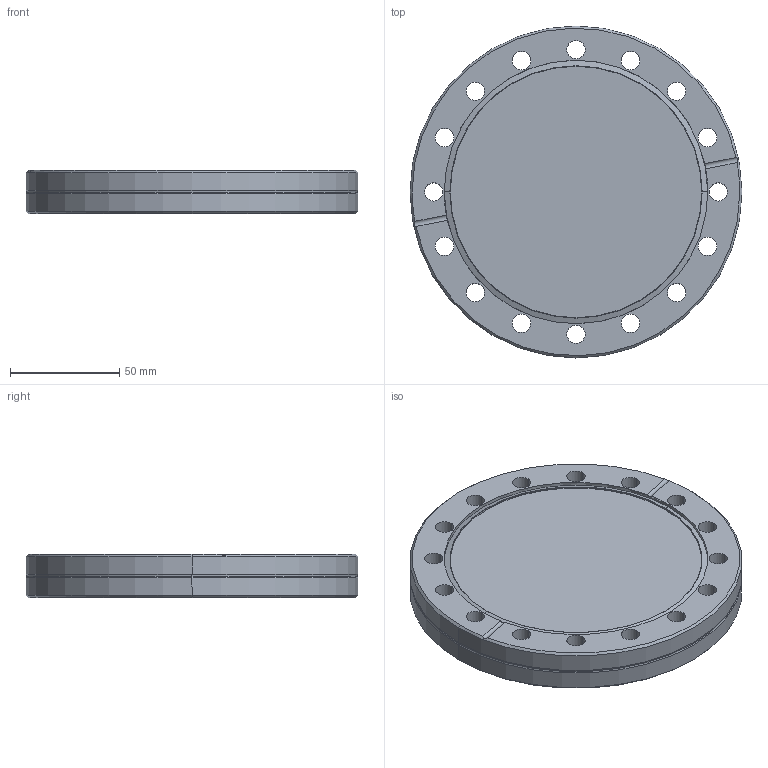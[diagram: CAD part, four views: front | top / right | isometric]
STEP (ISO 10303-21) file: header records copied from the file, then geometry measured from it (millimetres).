
FILE_DESCRIPTION (( 'STEP AP214' ), '1' );
FILE_NAME ('420FBL100.step', '2017-07-10T04:52:30', ( 'install' ), ( '' ), 'SwSTEP 2.0', 'SolidWorks 2015', '' );
FILE_SCHEMA (( 'AUTOMOTIVE_DESIGN' ));
Length unit declared in the file: millimetre
Products named in the file (1): 420FBL100
Bounding box: 152 x 152 x 19.8 mm (x, y, z)
Volume: 327523 mm3; surface area: 52643.3 mm2
Topology: 1 solids, 1 shells, 58 faces, 152 edges, 96 vertices
Faces by surface type: cylinder 40, cone 8, torus 6, plane 4
Entity records: 1980 total; most frequent: CARTESIAN_POINT 371, DIRECTION 364, ORIENTED_EDGE 304, AXIS2_PLACEMENT_3D 157, EDGE_CURVE 152, CIRCLE 98, VERTEX_POINT 96, EDGE_LOOP 90
